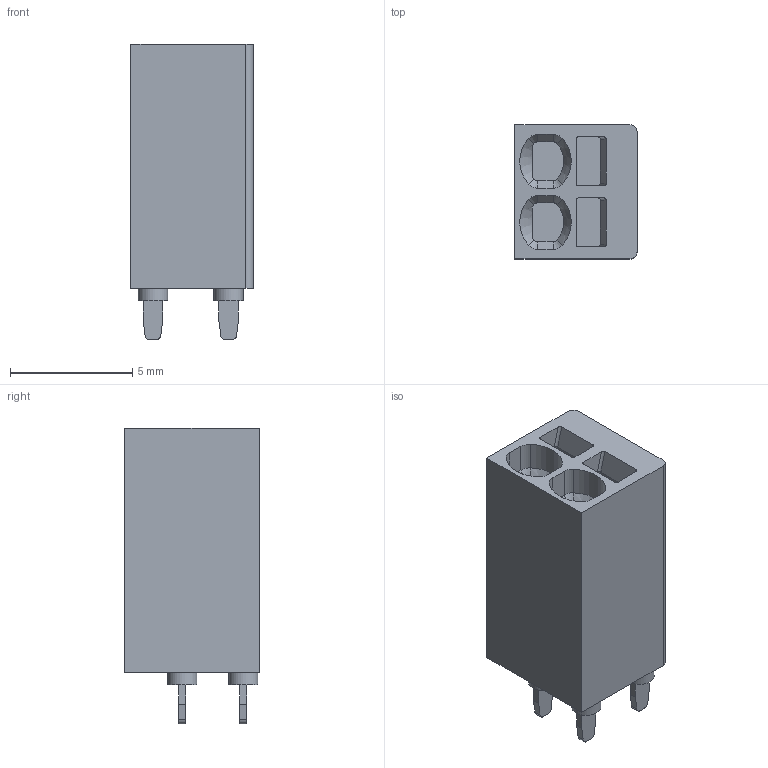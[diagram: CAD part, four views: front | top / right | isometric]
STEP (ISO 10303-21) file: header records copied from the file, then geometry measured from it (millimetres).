
FILE_DESCRIPTION(/* description */ ('STEP AP242'),/* implementation_level */ '2;1');
FILE_NAME(/* name */ '1770953 v3.step',/* time_stamp */ '2025-08-01T18:03:59-07:00',/* author */ (''),/* organization */ (''),/* preprocessor_version */ 'ST-DEVELOPER v20.1',/* originating_system */ 'Autodesk Translation Framework v14.10.0.0',/* authorisation */ '');
FILE_SCHEMA (('AUTOMOTIVE_DESIGN { 1 0 10303 214 3 1 1 }'));
Length unit declared in the file: millimetre
Bounding box: 5 x 5.5 x 12.1 mm (x, y, z)
Volume: 257 mm3; surface area: 328.3 mm2
Topology: 1 solids, 1 shells, 148 faces, 360 edges, 228 vertices
Faces by surface type: plane 76, cylinder 60, cone 12
Full cylindrical faces by diameter (mm): 1.2 x4
Entity records: 4512 total; most frequent: DIRECTION 772, CARTESIAN_POINT 741, ORIENTED_EDGE 720, EDGE_CURVE 360, AXIS2_PLACEMENT_3D 265, LINE 242, VECTOR 242, VERTEX_POINT 228
